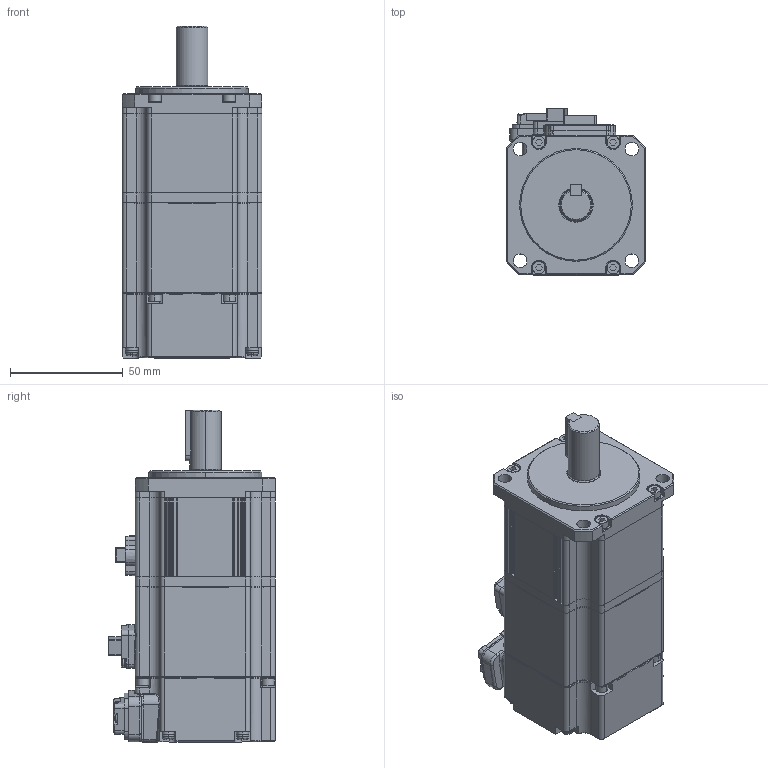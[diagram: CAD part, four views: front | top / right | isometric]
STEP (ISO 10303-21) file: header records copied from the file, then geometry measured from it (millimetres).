
FILE_DESCRIPTION (( 'STEP AP214' ), '1' );
FILE_NAME ('SLM06GA003G01_Out Line(APMC-FBL01AMK2) r1 nc fxt.STEP', '2022-02-16T23:09:37', ( '' ), ( '' ), 'SwSTEP 2.0', 'SolidWorks 2017', '' );
FILE_SCHEMA (( 'AUTOMOTIVE_DESIGN' ));
Length unit declared in the file: inch
Products named in the file (1): SLM06GA003G01_Out Line(APMC-FBL01AMK2) r1 nc fxt
Bounding box: 62 x 73.8 x 147.2 mm (x, y, z)
Volume: 411963.5 mm3; surface area: 96010.9 mm2
Topology: 51 solids, 51 shells, 2103 faces, 5489 edges, 3576 vertices
Faces by surface type: plane 1289, cylinder 602, bspline 116, cone 79, torus 9, sphere 8
Entity records: 69554 total; most frequent: CARTESIAN_POINT 17168, ORIENTED_EDGE 10976, DIRECTION 10316, EDGE_CURVE 5488, LINE 3700, VECTOR 3700, VERTEX_POINT 3576, AXIS2_PLACEMENT_3D 3308
